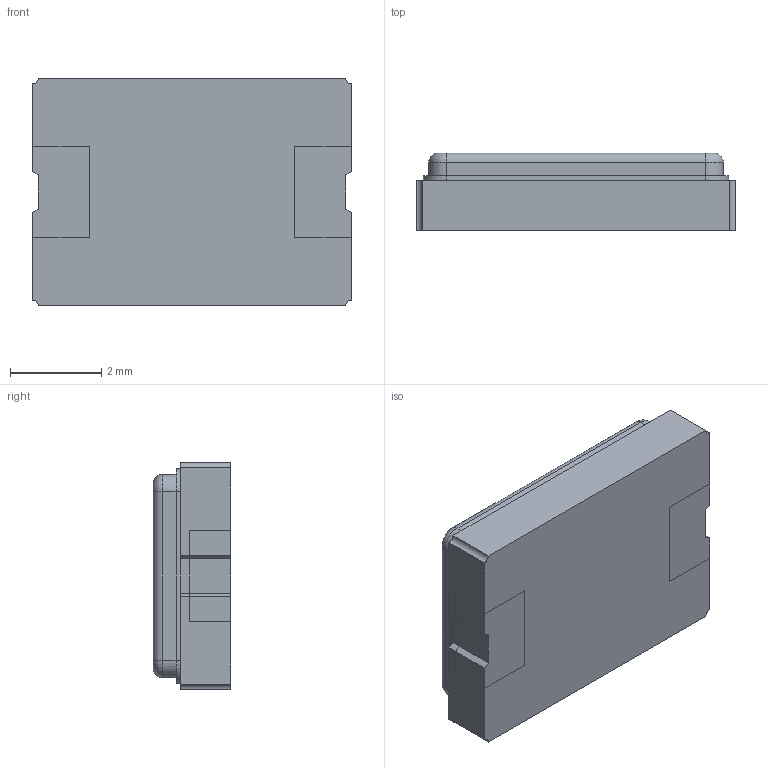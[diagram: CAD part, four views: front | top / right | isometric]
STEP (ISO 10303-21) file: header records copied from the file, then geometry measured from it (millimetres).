
FILE_DESCRIPTION (( 'STEP AP214' ), '1' );
FILE_NAME ('ECS-100-S-20A-TR.STEP', '2020-11-20T19:34:45', ( '' ), ( '' ), 'SwSTEP 2.0', 'SolidWorks 2017', '' );
FILE_SCHEMA (( 'AUTOMOTIVE_DESIGN' ));
Length unit declared in the file: millimetre
Products named in the file (1): ECS-100-S-20A-TR
Bounding box: 7 x 1.7 x 5 mm (x, y, z)
Volume: 55.5 mm3; surface area: 132.7 mm2
Topology: 3 solids, 3 shells, 72 faces, 184 edges, 120 vertices
Faces by surface type: plane 52, cylinder 16, torus 4
Entity records: 2212 total; most frequent: CARTESIAN_POINT 377, ORIENTED_EDGE 368, DIRECTION 366, EDGE_CURVE 184, LINE 148, VECTOR 148, VERTEX_POINT 120, AXIS2_PLACEMENT_3D 109
